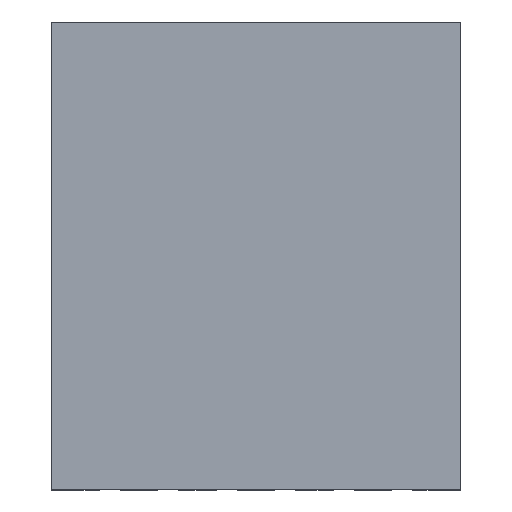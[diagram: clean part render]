
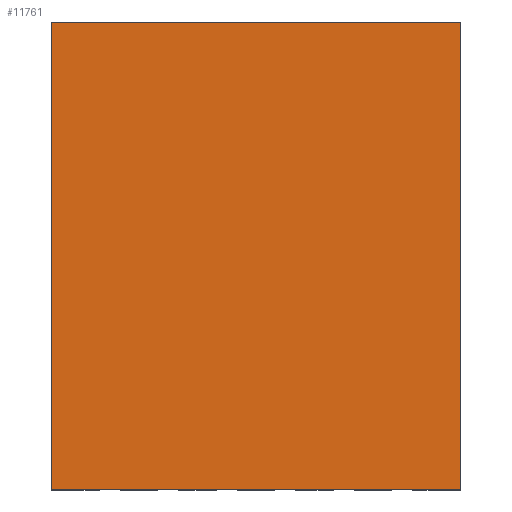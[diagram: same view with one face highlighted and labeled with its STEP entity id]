
A CAD part, top view. The second image highlights one B-rep face of the part: STEP entity #11761.
In plain terms, the highlighted face is planar.
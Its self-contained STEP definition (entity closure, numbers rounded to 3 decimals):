
#5864=DIRECTION('',(1.,0.,0.));
#5865=VECTOR('',#5864,3.5);
#5866=CARTESIAN_POINT('',(-1.75,1.,2.));
#5867=LINE('',#5866,#5865);
#5871=DIRECTION('',(0.,0.,1.));
#5872=VECTOR('',#5871,4.);
#5873=CARTESIAN_POINT('',(-1.75,1.,-2.));
#5874=LINE('',#5873,#5872);
#5878=DIRECTION('',(-1.,0.,0.));
#5879=VECTOR('',#5878,3.5);
#5880=CARTESIAN_POINT('',(1.75,1.,-2.));
#5881=LINE('',#5880,#5879);
#5885=DIRECTION('',(0.,0.,-1.));
#5886=VECTOR('',#5885,4.);
#5887=CARTESIAN_POINT('',(1.75,1.,2.));
#5888=LINE('',#5887,#5886);
#6858=CARTESIAN_POINT('',(-1.75,1.,2.));
#6859=CARTESIAN_POINT('',(1.75,1.,2.));
#6860=VERTEX_POINT('',#6858);
#6861=VERTEX_POINT('',#6859);
#6862=CARTESIAN_POINT('',(1.75,1.,-2.));
#6863=VERTEX_POINT('',#6862);
#6864=CARTESIAN_POINT('',(-1.75,1.,-2.));
#6865=VERTEX_POINT('',#6864);
#11750=CARTESIAN_POINT('',(0.,1.,0.));
#11751=DIRECTION('',(0.,1.,0.));
#11752=DIRECTION('',(1.,0.,0.));
#11753=AXIS2_PLACEMENT_3D('',#11750,#11751,#11752);
#11754=PLANE('',#11753);
#11755=ORIENTED_EDGE('',*,*,#8782,.F.);
#11756=ORIENTED_EDGE('',*,*,#9893,.F.);
#11757=ORIENTED_EDGE('',*,*,#10772,.F.);
#11758=ORIENTED_EDGE('',*,*,#11589,.F.);
#11759=EDGE_LOOP('',(#11755,#11756,#11757,#11758));
#11760=FACE_OUTER_BOUND('',#11759,.F.);
#11761=ADVANCED_FACE('',(#11760),#11754,.T.);
#8782=EDGE_CURVE('',#6860,#6861,#5867,.T.);
#9893=EDGE_CURVE('',#6865,#6860,#5874,.T.);
#10772=EDGE_CURVE('',#6863,#6865,#5881,.T.);
#11589=EDGE_CURVE('',#6861,#6863,#5888,.T.);
